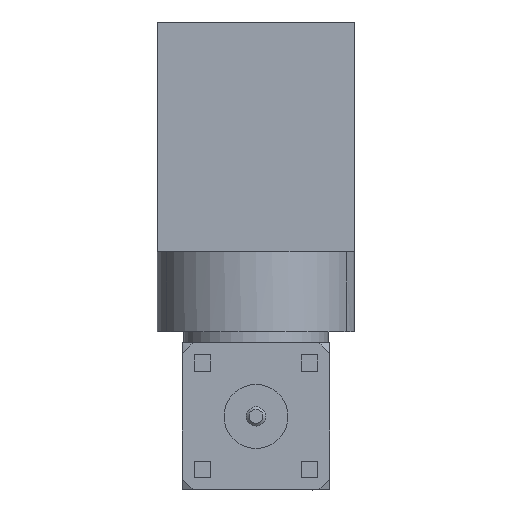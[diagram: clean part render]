
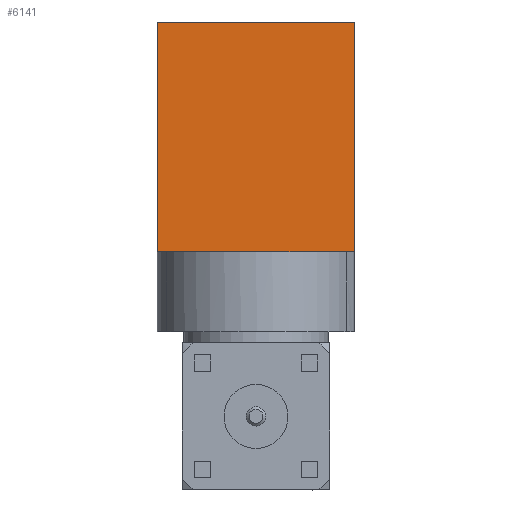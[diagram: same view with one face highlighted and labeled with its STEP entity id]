
A CAD part, front view. The second image highlights one B-rep face of the part: STEP entity #6141.
In plain terms, the highlighted planar face has unit normal (0, -1, 0).
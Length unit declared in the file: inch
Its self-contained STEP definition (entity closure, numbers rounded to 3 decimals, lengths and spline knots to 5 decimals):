
#67 = VECTOR ( 'NONE', #5113, 39.37008 ) ;
#88 = EDGE_CURVE ( 'NONE', #3163, #5734, #4963, .T. ) ;
#516 = EDGE_CURVE ( 'NONE', #3599, #6454, #5792, .T. ) ;
#753 = CARTESIAN_POINT ( 'NONE',  ( -0.185, -0.18494, -0.43065 ) ) ;
#806 = ORIENTED_EDGE ( 'NONE', *, *, #88, .F. ) ;
#833 = LINE ( 'NONE', #3804, #6917 ) ;
#1438 = VECTOR ( 'NONE', #3295, 39.37008 ) ;
#1444 = EDGE_CURVE ( 'NONE', #6454, #5734, #833, .T. ) ;
#1556 = CARTESIAN_POINT ( 'NONE',  ( -0.185, -0.18494, 0. ) ) ;
#2159 = CARTESIAN_POINT ( 'NONE',  ( -0.185, -0.18494, 0. ) ) ;
#2185 = EDGE_LOOP ( 'NONE', ( #6205, #4023, #4469, #3161, #806 ) ) ;
#2247 = CARTESIAN_POINT ( 'NONE',  ( -0.185, -0.18494, -0.58065 ) ) ;
#2271 = PLANE ( 'NONE',  #5886 ) ;
#2316 = DIRECTION ( 'NONE',  ( 0., 0., 1. ) ) ;
#2855 = CARTESIAN_POINT ( 'NONE',  ( -0.185, -0.18494, -0.43065 ) ) ;
#2856 = CARTESIAN_POINT ( 'NONE',  ( -0.185, -0.18494, -0.43065 ) ) ;
#3161 = ORIENTED_EDGE ( 'NONE', *, *, #1444, .T. ) ;
#3163 = VERTEX_POINT ( 'NONE', #2159 ) ;
#3295 = DIRECTION ( 'NONE',  ( 1., 0., 0. ) ) ;
#3390 = LINE ( 'NONE', #2247, #3716 ) ;
#3599 = VERTEX_POINT ( 'NONE', #4686 ) ;
#3716 = VECTOR ( 'NONE', #2316, 39.37008 ) ;
#3804 = CARTESIAN_POINT ( 'NONE',  ( 0.185, -0.18494, -0.58065 ) ) ;
#3853 = CARTESIAN_POINT ( 'NONE',  ( 0.185, -0.18494, -0.43065 ) ) ;
#4015 = CARTESIAN_POINT ( 'NONE',  ( 0.185, -0.18494, 0. ) ) ;
#4023 = ORIENTED_EDGE ( 'NONE', *, *, #7247, .T. ) ;
#4037 = CARTESIAN_POINT ( 'NONE',  ( -0.185, -0.18494, -0.58065 ) ) ;
#4469 = ORIENTED_EDGE ( 'NONE', *, *, #516, .T. ) ;
#4598 = LINE ( 'NONE', #2856, #67 ) ;
#4686 = CARTESIAN_POINT ( 'NONE',  ( -0.00064, -0.18494, -0.43065 ) ) ;
#4885 = EDGE_CURVE ( 'NONE', #6258, #3163, #3390, .T. ) ;
#4963 = LINE ( 'NONE', #1556, #1438 ) ;
#5113 = DIRECTION ( 'NONE',  ( 1., 0., 0. ) ) ;
#5637 = DIRECTION ( 'NONE',  ( 0., -1., 0. ) ) ;
#5734 = VERTEX_POINT ( 'NONE', #4015 ) ;
#5792 = LINE ( 'NONE', #753, #6394 ) ;
#5886 = AXIS2_PLACEMENT_3D ( 'NONE', #4037, #5637, #6247 ) ;
#6088 = DIRECTION ( 'NONE',  ( 0., 0., 1. ) ) ;
#6141 = ADVANCED_FACE ( 'NONE', ( #6743 ), #2271, .T. ) ;
#6205 = ORIENTED_EDGE ( 'NONE', *, *, #4885, .F. ) ;
#6247 = DIRECTION ( 'NONE',  ( 0., 0., -1. ) ) ;
#6258 = VERTEX_POINT ( 'NONE', #2855 ) ;
#6394 = VECTOR ( 'NONE', #6523, 39.37008 ) ;
#6454 = VERTEX_POINT ( 'NONE', #3853 ) ;
#6523 = DIRECTION ( 'NONE',  ( 1., 0., 0. ) ) ;
#6743 = FACE_OUTER_BOUND ( 'NONE', #2185, .T. ) ;
#6917 = VECTOR ( 'NONE', #6088, 39.37008 ) ;
#7247 = EDGE_CURVE ( 'NONE', #6258, #3599, #4598, .T. ) ;
